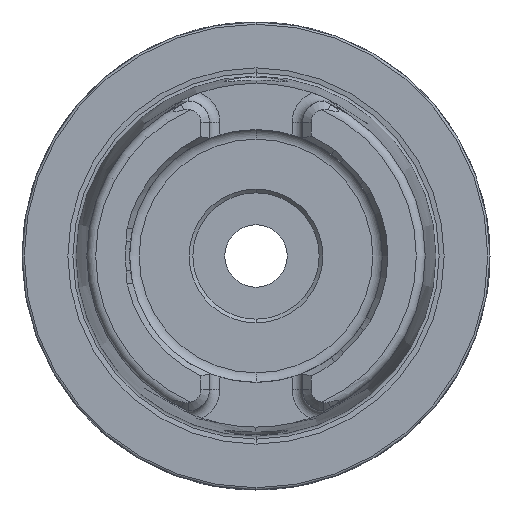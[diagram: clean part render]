
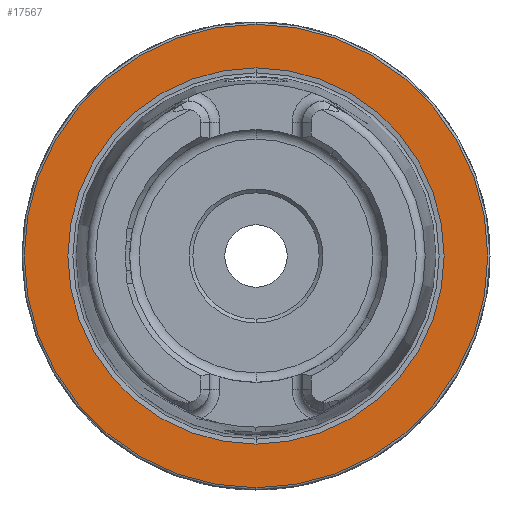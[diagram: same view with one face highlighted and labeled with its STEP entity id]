
A CAD part, left-side view. The second image highlights one B-rep face of the part: STEP entity #17567.
In plain terms, the highlighted planar face has unit normal (-1, 0, 0).
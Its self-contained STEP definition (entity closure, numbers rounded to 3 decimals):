
#2 = DIRECTION ( 'NONE',  ( 0., 0., 1. ) ) ;
#456 = VERTEX_POINT ( 'NONE', #17686 ) ;
#1545 = FACE_BOUND ( 'NONE', #20474, .T. ) ;
#2967 = FACE_OUTER_BOUND ( 'NONE', #16132, .T. ) ;
#3527 = DIRECTION ( 'NONE',  ( 0., 0., 1. ) ) ;
#4832 = CARTESIAN_POINT ( 'NONE',  ( 0., 0., -31.2 ) ) ;
#7998 = CARTESIAN_POINT ( 'NONE',  ( 0., 0., 0. ) ) ;
#8292 = EDGE_CURVE ( 'NONE', #13147, #456, #28833, .T. ) ;
#9263 = EDGE_CURVE ( 'NONE', #456, #13147, #11940, .T. ) ;
#9320 = CARTESIAN_POINT ( 'NONE',  ( 0., 0., 0. ) ) ;
#9901 = AXIS2_PLACEMENT_3D ( 'NONE', #15319, #36640, #18382 ) ;
#10385 = ORIENTED_EDGE ( 'NONE', *, *, #9263, .F. ) ;
#10550 = DIRECTION ( 'NONE',  ( 0., 0., -1. ) ) ;
#10826 = CARTESIAN_POINT ( 'NONE',  ( 0., 31.2, 0. ) ) ;
#11919 = EDGE_CURVE ( 'NONE', #21875, #26137, #22252, .T. ) ;
#11940 = CIRCLE ( 'NONE', #33848, 25.324 ) ;
#12818 = CARTESIAN_POINT ( 'NONE',  ( 0., 0., 25.324 ) ) ;
#13147 = VERTEX_POINT ( 'NONE', #12818 ) ;
#13953 = CARTESIAN_POINT ( 'NONE',  ( 0., 0., 31.2 ) ) ;
#15319 = CARTESIAN_POINT ( 'NONE',  ( 0., 0., 0. ) ) ;
#16132 = EDGE_LOOP ( 'NONE', ( #28161, #28168 ) ) ;
#16164 = AXIS2_PLACEMENT_3D ( 'NONE', #10826, #25678, #10550 ) ;
#17567 = ADVANCED_FACE ( 'NONE', ( #1545, #2967 ), #23016, .F. ) ;
#17686 = CARTESIAN_POINT ( 'NONE',  ( 0., 0., -25.324 ) ) ;
#18382 = DIRECTION ( 'NONE',  ( 0., 0., 1. ) ) ;
#18540 = DIRECTION ( 'NONE',  ( -1., 0., 0. ) ) ;
#20095 = DIRECTION ( 'NONE',  ( -1., 0., 0. ) ) ;
#20474 = EDGE_LOOP ( 'NONE', ( #28205, #10385 ) ) ;
#21875 = VERTEX_POINT ( 'NONE', #13953 ) ;
#22252 = CIRCLE ( 'NONE', #37246, 31.2 ) ;
#23016 = PLANE ( 'NONE',  #16164 ) ;
#24570 = DIRECTION ( 'NONE',  ( -1., 0., 0. ) ) ;
#25678 = DIRECTION ( 'NONE',  ( 1., 0., 0. ) ) ;
#26137 = VERTEX_POINT ( 'NONE', #4832 ) ;
#28161 = ORIENTED_EDGE ( 'NONE', *, *, #11919, .T. ) ;
#28168 = ORIENTED_EDGE ( 'NONE', *, *, #38760, .T. ) ;
#28205 = ORIENTED_EDGE ( 'NONE', *, *, #8292, .F. ) ;
#28833 = CIRCLE ( 'NONE', #9901, 25.324 ) ;
#29400 = DIRECTION ( 'NONE',  ( 0., 0., 1. ) ) ;
#30280 = CIRCLE ( 'NONE', #33124, 31.2 ) ;
#33124 = AXIS2_PLACEMENT_3D ( 'NONE', #9320, #24570, #2 ) ;
#33848 = AXIS2_PLACEMENT_3D ( 'NONE', #36937, #18540, #3527 ) ;
#36640 = DIRECTION ( 'NONE',  ( -1., 0., 0. ) ) ;
#36937 = CARTESIAN_POINT ( 'NONE',  ( 0., 0., 0. ) ) ;
#37246 = AXIS2_PLACEMENT_3D ( 'NONE', #7998, #20095, #29400 ) ;
#38760 = EDGE_CURVE ( 'NONE', #26137, #21875, #30280, .T. ) ;
